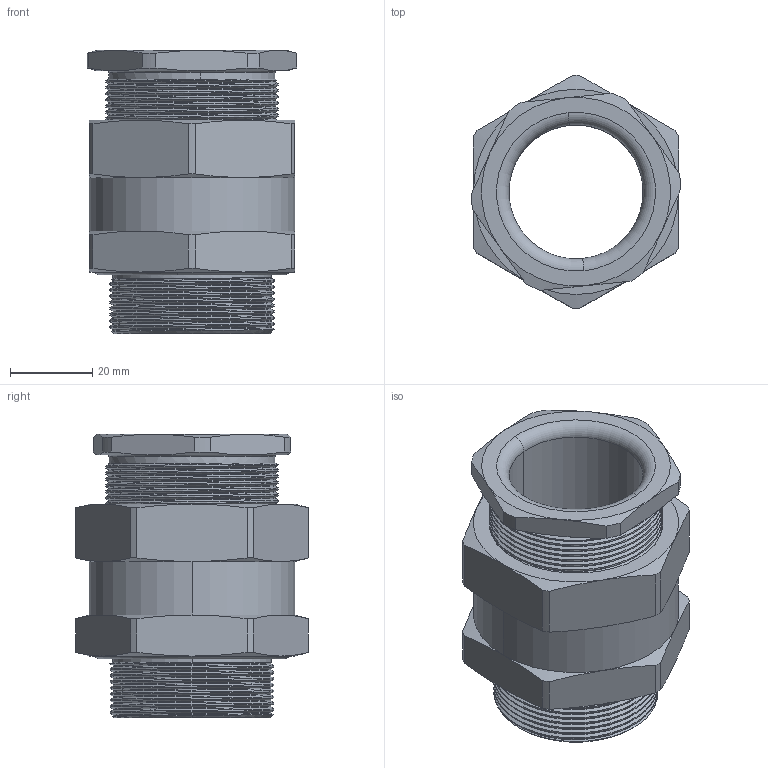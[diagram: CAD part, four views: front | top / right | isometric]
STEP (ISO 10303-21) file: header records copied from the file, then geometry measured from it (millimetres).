
FILE_DESCRIPTION (( 'STEP AP203' ), '1' );
FILE_NAME ('M40-F1-15mm D620.step', '2025-04-03T12:38:41', ( '' ), ( '' ), 'SwSTEP 2.0', 'SolidWorks 2022', '' );
FILE_SCHEMA (( 'CONFIG_CONTROL_DESIGN' ));
Length unit declared in the file: millimetre
Products named in the file (1): M40-F1-15mm D620
Bounding box: 51.1 x 56.73 x 69 mm (x, y, z)
Volume: 61883.2 mm3; surface area: 37547.1 mm2
Topology: 5 solids, 5 shells, 595 faces, 1588 edges, 1036 vertices
Faces by surface type: plane 195, cylinder 181, bspline 153, cone 56, torus 10
Entity records: 30549 total; most frequent: CARTESIAN_POINT 17567, ORIENTED_EDGE 3176, DIRECTION 1963, EDGE_CURVE 1588, VERTEX_POINT 1036, VECTOR 765, LINE 765, EDGE_LOOP 638
